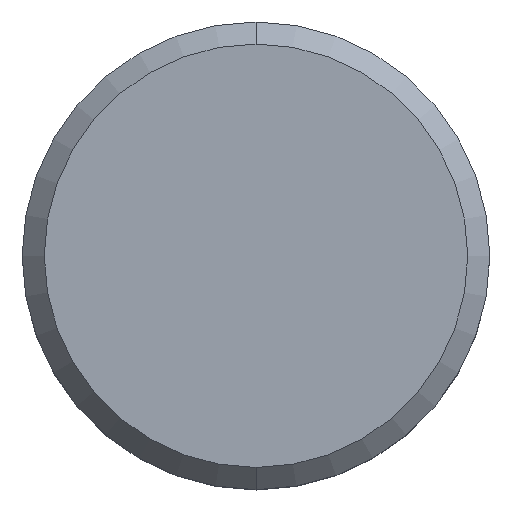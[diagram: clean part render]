
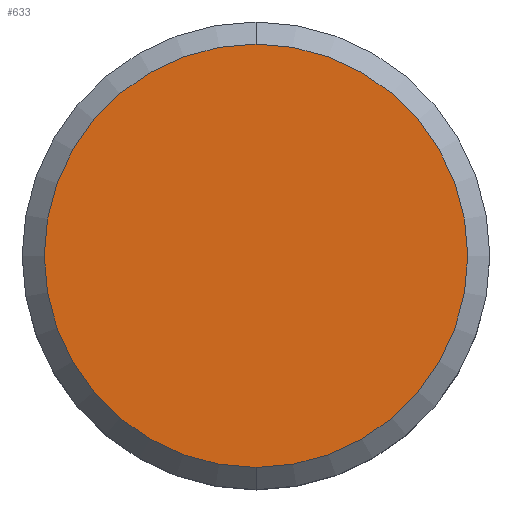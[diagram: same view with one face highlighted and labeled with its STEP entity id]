
A CAD part, top view. The second image highlights one B-rep face of the part: STEP entity #633.
In plain terms, the highlighted planar face has unit normal (0, 0, 1).
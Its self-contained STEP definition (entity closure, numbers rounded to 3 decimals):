
#9 = DIRECTION ( 'NONE',  ( 0., -1., 0. ) ) ;
#45 = EDGE_CURVE ( 'NONE', #200, #47, #667, .T. ) ;
#47 = VERTEX_POINT ( 'NONE', #359 ) ;
#70 = AXIS2_PLACEMENT_3D ( 'NONE', #538, #676, #72 ) ;
#72 = DIRECTION ( 'NONE',  ( 0., -1., 0. ) ) ;
#200 = VERTEX_POINT ( 'NONE', #506 ) ;
#235 = CARTESIAN_POINT ( 'NONE',  ( 0., 0., 21.336 ) ) ;
#256 = PLANE ( 'NONE',  #639 ) ;
#359 = CARTESIAN_POINT ( 'NONE',  ( 0., -7.188, 21.336 ) ) ;
#367 = AXIS2_PLACEMENT_3D ( 'NONE', #235, #604, #9 ) ;
#380 = DIRECTION ( 'NONE',  ( 0., 1., 0. ) ) ;
#407 = FACE_OUTER_BOUND ( 'NONE', #713, .T. ) ;
#426 = CIRCLE ( 'NONE', #70, 7.188 ) ;
#465 = EDGE_CURVE ( 'NONE', #47, #200, #426, .T. ) ;
#506 = CARTESIAN_POINT ( 'NONE',  ( 0., 7.187, 21.336 ) ) ;
#534 = ORIENTED_EDGE ( 'NONE', *, *, #465, .T. ) ;
#538 = CARTESIAN_POINT ( 'NONE',  ( 0., 0., 21.336 ) ) ;
#574 = CARTESIAN_POINT ( 'NONE',  ( 0., 7.187, 21.336 ) ) ;
#603 = ORIENTED_EDGE ( 'NONE', *, *, #45, .T. ) ;
#604 = DIRECTION ( 'NONE',  ( 0., 0., 1. ) ) ;
#624 = DIRECTION ( 'NONE',  ( 0., 0., -1. ) ) ;
#633 = ADVANCED_FACE ( 'NONE', ( #407 ), #256, .F. ) ;
#639 = AXIS2_PLACEMENT_3D ( 'NONE', #574, #624, #380 ) ;
#667 = CIRCLE ( 'NONE', #367, 7.188 ) ;
#676 = DIRECTION ( 'NONE',  ( 0., 0., 1. ) ) ;
#713 = EDGE_LOOP ( 'NONE', ( #603, #534 ) ) ;
